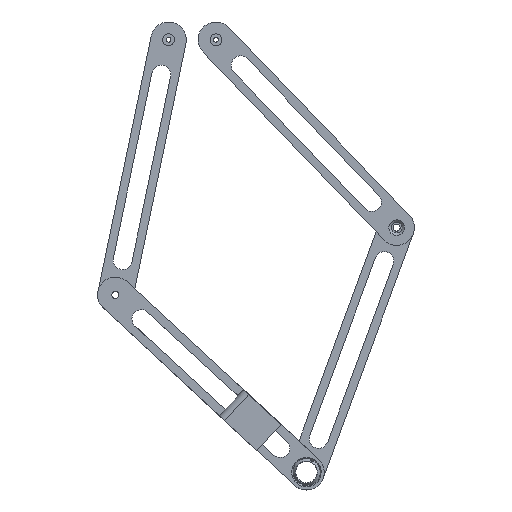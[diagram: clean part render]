
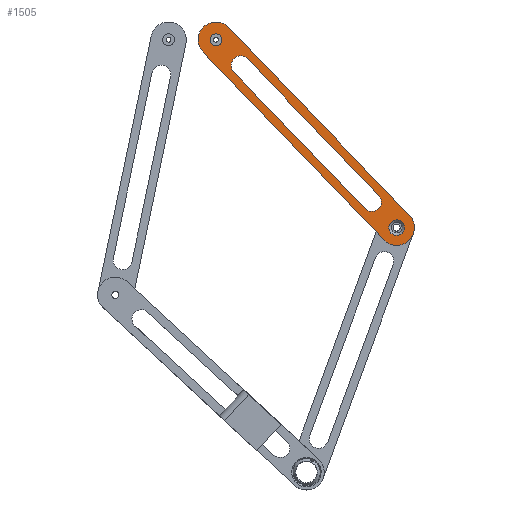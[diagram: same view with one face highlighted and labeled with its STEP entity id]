
A CAD part, front view. The second image highlights one B-rep face of the part: STEP entity #1505.
In plain terms, the highlighted planar face has unit normal (0, -1, 0).
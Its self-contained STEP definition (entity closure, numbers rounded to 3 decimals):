
#61=FACE_BOUND('',#343,.T.);
#62=FACE_BOUND('',#344,.T.);
#63=FACE_BOUND('',#345,.T.);
#164=CIRCLE('',#1695,3.3);
#167=CIRCLE('',#1700,7.5);
#168=CIRCLE('',#1701,7.5);
#169=CIRCLE('',#1702,2.5);
#170=CIRCLE('',#1703,4.);
#171=CIRCLE('',#1704,4.);
#245=FACE_OUTER_BOUND('',#342,.T.);
#342=EDGE_LOOP('',(#1336,#1337,#1338,#1339));
#343=EDGE_LOOP('',(#1340));
#344=EDGE_LOOP('',(#1341,#1342,#1343,#1344));
#345=EDGE_LOOP('',(#1345));
#482=LINE('',#2576,#608);
#483=LINE('',#2579,#609);
#484=LINE('',#2586,#610);
#485=LINE('',#2589,#611);
#608=VECTOR('',#2104,10.);
#609=VECTOR('',#2107,10.);
#610=VECTOR('',#2112,10.);
#611=VECTOR('',#2115,10.);
#742=VERTEX_POINT('',#2562);
#745=VERTEX_POINT('',#2572);
#746=VERTEX_POINT('',#2573);
#747=VERTEX_POINT('',#2575);
#748=VERTEX_POINT('',#2577);
#749=VERTEX_POINT('',#2580);
#750=VERTEX_POINT('',#2582);
#751=VERTEX_POINT('',#2583);
#752=VERTEX_POINT('',#2585);
#753=VERTEX_POINT('',#2587);
#941=EDGE_CURVE('',#742,#742,#164,.T.);
#946=EDGE_CURVE('',#745,#746,#167,.T.);
#947=EDGE_CURVE('',#747,#745,#482,.T.);
#948=EDGE_CURVE('',#748,#747,#168,.T.);
#949=EDGE_CURVE('',#746,#748,#483,.T.);
#950=EDGE_CURVE('',#749,#749,#169,.T.);
#951=EDGE_CURVE('',#750,#751,#170,.T.);
#952=EDGE_CURVE('',#752,#750,#484,.T.);
#953=EDGE_CURVE('',#753,#752,#171,.T.);
#954=EDGE_CURVE('',#751,#753,#485,.T.);
#1336=ORIENTED_EDGE('',*,*,#946,.F.);
#1337=ORIENTED_EDGE('',*,*,#947,.F.);
#1338=ORIENTED_EDGE('',*,*,#948,.F.);
#1339=ORIENTED_EDGE('',*,*,#949,.F.);
#1340=ORIENTED_EDGE('',*,*,#950,.T.);
#1341=ORIENTED_EDGE('',*,*,#951,.F.);
#1342=ORIENTED_EDGE('',*,*,#952,.F.);
#1343=ORIENTED_EDGE('',*,*,#953,.F.);
#1344=ORIENTED_EDGE('',*,*,#954,.F.);
#1345=ORIENTED_EDGE('',*,*,#941,.F.);
#1432=PLANE('',#1699);
#1505=ADVANCED_FACE('',(#245,#61,#62,#63),#1432,.F.);
#1695=AXIS2_PLACEMENT_3D('',#2563,#2090,#2091);
#1699=AXIS2_PLACEMENT_3D('',#2571,#2100,#2101);
#1700=AXIS2_PLACEMENT_3D('',#2574,#2102,#2103);
#1701=AXIS2_PLACEMENT_3D('',#2578,#2105,#2106);
#1702=AXIS2_PLACEMENT_3D('',#2581,#2108,#2109);
#1703=AXIS2_PLACEMENT_3D('',#2584,#2110,#2111);
#1704=AXIS2_PLACEMENT_3D('',#2588,#2113,#2114);
#2090=DIRECTION('center_axis',(0.,-1.,0.));
#2091=DIRECTION('ref_axis',(1.,0.,0.));
#2100=DIRECTION('center_axis',(0.,1.,0.));
#2101=DIRECTION('ref_axis',(1.,0.,0.));
#2102=DIRECTION('center_axis',(0.,1.,0.));
#2103=DIRECTION('ref_axis',(0.,0.,1.));
#2104=DIRECTION('',(1.,0.,0.));
#2105=DIRECTION('center_axis',(0.,1.,0.));
#2106=DIRECTION('ref_axis',(0.,0.,-1.));
#2107=DIRECTION('',(-1.,0.,0.));
#2108=DIRECTION('center_axis',(0.,1.,0.));
#2109=DIRECTION('ref_axis',(0.,0.,-1.));
#2110=DIRECTION('center_axis',(0.,-1.,0.));
#2111=DIRECTION('ref_axis',(0.,0.,1.));
#2112=DIRECTION('',(1.,0.,0.));
#2113=DIRECTION('center_axis',(0.,-1.,0.));
#2114=DIRECTION('ref_axis',(0.,0.,-1.));
#2115=DIRECTION('',(-1.,0.,0.));
#2562=CARTESIAN_POINT('',(-113.3,0.,60.));
#2563=CARTESIAN_POINT('Origin',(-110.,0.,60.));
#2571=CARTESIAN_POINT('Origin',(-55.,0.,60.));
#2572=CARTESIAN_POINT('',(0.,0.,67.5));
#2573=CARTESIAN_POINT('',(0.,0.,52.5));
#2574=CARTESIAN_POINT('Origin',(0.,0.,60.));
#2575=CARTESIAN_POINT('',(-110.,0.,67.5));
#2576=CARTESIAN_POINT('',(-110.,0.,67.5));
#2577=CARTESIAN_POINT('',(-110.,0.,52.5));
#2578=CARTESIAN_POINT('Origin',(-110.,0.,60.));
#2579=CARTESIAN_POINT('',(0.,0.,52.5));
#2580=CARTESIAN_POINT('',(0.,0.,62.5));
#2581=CARTESIAN_POINT('Origin',(0.,0.,60.));
#2582=CARTESIAN_POINT('',(-15.,0.,56.));
#2583=CARTESIAN_POINT('',(-15.,0.,64.));
#2584=CARTESIAN_POINT('Origin',(-15.,0.,60.));
#2585=CARTESIAN_POINT('',(-95.,0.,56.));
#2586=CARTESIAN_POINT('',(-15.,0.,56.));
#2587=CARTESIAN_POINT('',(-95.,0.,64.));
#2588=CARTESIAN_POINT('Origin',(-95.,0.,60.));
#2589=CARTESIAN_POINT('',(-95.,0.,64.));
